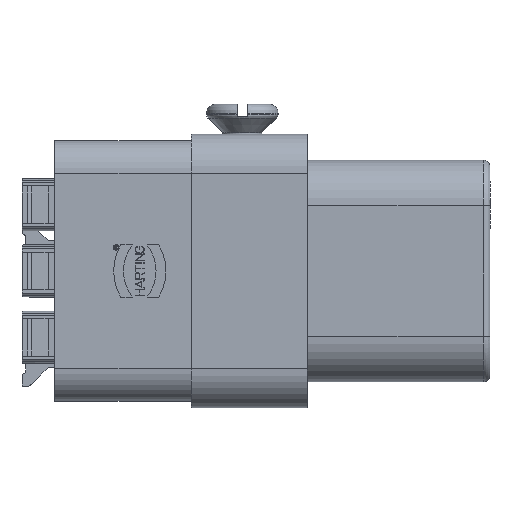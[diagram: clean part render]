
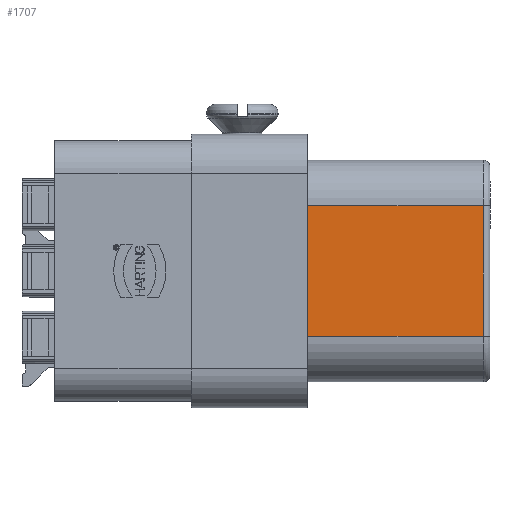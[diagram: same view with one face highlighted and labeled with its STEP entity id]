
A CAD part, left-side view. The second image highlights one B-rep face of the part: STEP entity #1707.
In plain terms, the highlighted planar face has unit normal (-1, 0, 0).
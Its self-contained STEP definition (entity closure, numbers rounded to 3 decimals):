
#1707=ADVANCED_FACE('',(#2452),#2091,.T.);
#2091=PLANE('',#9675);
#2452=FACE_OUTER_BOUND('',#2969,.T.);
#2969=EDGE_LOOP('',(#4471,#4472,#4473,#4474));
#4471=ORIENTED_EDGE('',*,*,#7105,.T.);
#4472=ORIENTED_EDGE('',*,*,#7104,.T.);
#4473=ORIENTED_EDGE('',*,*,#7106,.F.);
#4474=ORIENTED_EDGE('',*,*,#7107,.T.);
#6071=VERTEX_POINT('',#14154);
#6072=VERTEX_POINT('',#14156);
#6073=VERTEX_POINT('',#14160);
#6074=VERTEX_POINT('',#14162);
#7104=EDGE_CURVE('',#6071,#6072,#7970,.T.);
#7105=EDGE_CURVE('',#6073,#6071,#7971,.T.);
#7106=EDGE_CURVE('',#6074,#6072,#7972,.T.);
#7107=EDGE_CURVE('',#6074,#6073,#7973,.T.);
#7970=LINE('',#14157,#8735);
#7971=LINE('',#14159,#8736);
#7972=LINE('',#14161,#8737);
#7973=LINE('',#14163,#8738);
#8735=VECTOR('',#11204,1.);
#8736=VECTOR('',#11207,1.);
#8737=VECTOR('',#11208,1.);
#8738=VECTOR('',#11209,1.);
#9675=AXIS2_PLACEMENT_3D('',#14164,#11210,#11211);
#11204=DIRECTION('',(0.,1.,0.));
#11207=DIRECTION('',(0.,0.,1.));
#11208=DIRECTION('',(0.,0.,1.));
#11209=DIRECTION('',(0.,-1.,0.));
#11210=DIRECTION('',(-1.,0.,0.));
#11211=DIRECTION('',(0.,0.,-1.));
#14154=CARTESIAN_POINT('',(-8.5,0.5,5.));
#14156=CARTESIAN_POINT('',(-8.5,14.,5.));
#14157=CARTESIAN_POINT('',(-8.5,0.5,5.));
#14159=CARTESIAN_POINT('',(-8.5,0.5,-5.));
#14160=CARTESIAN_POINT('',(-8.5,0.5,-5.));
#14161=CARTESIAN_POINT('',(-8.5,14.,-5.));
#14162=CARTESIAN_POINT('',(-8.5,14.,-5.));
#14163=CARTESIAN_POINT('',(-8.5,14.,-5.));
#14164=CARTESIAN_POINT('',(-8.5,14.,5.));
